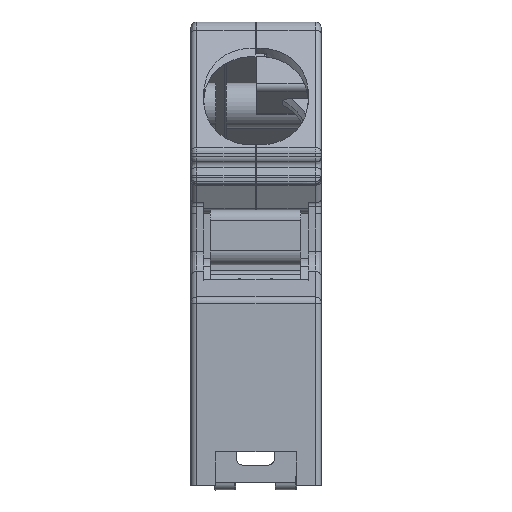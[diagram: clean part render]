
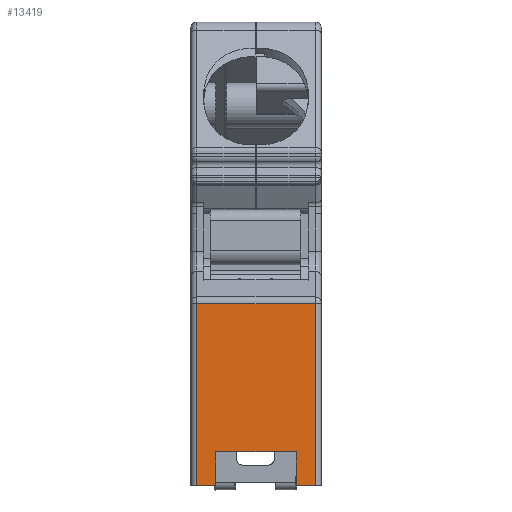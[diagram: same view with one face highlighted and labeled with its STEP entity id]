
A CAD part, front view. The second image highlights one B-rep face of the part: STEP entity #13419.
In plain terms, the highlighted planar face has unit normal (0, -1, 0).
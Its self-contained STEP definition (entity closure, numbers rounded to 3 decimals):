
#53=CARTESIAN_POINT('',(2.,34.35,-32.));
#54=VERTEX_POINT('',#53);
#61=CARTESIAN_POINT('',(0.3,34.35,-32.));
#62=VERTEX_POINT('',#61);
#63=CARTESIAN_POINT('',(2.,34.35,-32.));
#64=DIRECTION('',(-1.,0.,0.));
#65=VECTOR('',#64,1.7);
#66=LINE('',#63,#65);
#67=EDGE_CURVE('',#54,#62,#66,.T.);
#2348=CARTESIAN_POINT('',(0.3,34.35,-15.893));
#2349=VERTEX_POINT('',#2348);
#2366=CARTESIAN_POINT('',(0.3,34.35,-32.));
#2367=DIRECTION('',(0.,0.,1.));
#2368=VECTOR('',#2367,16.107);
#2369=LINE('',#2366,#2368);
#2370=EDGE_CURVE('',#62,#2349,#2369,.T.);
#8484=CARTESIAN_POINT('',(10.8,34.35,-15.893));
#8485=VERTEX_POINT('',#8484);
#8486=CARTESIAN_POINT('',(0.3,34.35,-15.893));
#8487=DIRECTION('',(1.,0.,0.));
#8488=VECTOR('',#8487,10.5);
#8489=LINE('',#8486,#8488);
#8490=EDGE_CURVE('',#2349,#8485,#8489,.T.);
#8518=CARTESIAN_POINT('',(2.,34.35,-29.));
#8519=VERTEX_POINT('',#8518);
#8526=CARTESIAN_POINT('',(2.,34.35,-32.));
#8527=DIRECTION('',(0.,0.,1.));
#8528=VECTOR('',#8527,3.);
#8529=LINE('',#8526,#8528);
#8530=EDGE_CURVE('',#54,#8519,#8529,.T.);
#13366=CARTESIAN_POINT('',(9.1,34.35,-29.));
#13367=VERTEX_POINT('',#13366);
#13374=CARTESIAN_POINT('',(2.,34.35,-29.));
#13375=DIRECTION('',(1.,0.,0.));
#13376=VECTOR('',#13375,7.1);
#13377=LINE('',#13374,#13376);
#13378=EDGE_CURVE('',#8519,#13367,#13377,.T.);
#13385=CARTESIAN_POINT('',(5.75,34.35,-23.946));
#13386=DIRECTION('',(0.,0.,-1.));
#13387=DIRECTION('',(0.,-1.,0.));
#13388=AXIS2_PLACEMENT_3D('',#13385,#13387,#13386);
#13389=PLANE('',#13388);
#13390=CARTESIAN_POINT('',(10.8,34.35,-32.));
#13391=VERTEX_POINT('',#13390);
#13392=CARTESIAN_POINT('',(9.1,34.35,-32.));
#13393=VERTEX_POINT('',#13392);
#13394=CARTESIAN_POINT('',(10.8,34.35,-32.));
#13395=DIRECTION('',(-1.,0.,0.));
#13396=VECTOR('',#13395,1.7);
#13397=LINE('',#13394,#13396);
#13398=EDGE_CURVE('',#13391,#13393,#13397,.T.);
#13399=ORIENTED_EDGE('',*,*,#13398,.F.);
#13400=CARTESIAN_POINT('',(10.8,34.35,-15.893));
#13401=DIRECTION('',(0.,0.,-1.));
#13402=VECTOR('',#13401,16.107);
#13403=LINE('',#13400,#13402);
#13404=EDGE_CURVE('',#8485,#13391,#13403,.T.);
#13405=ORIENTED_EDGE('',*,*,#13404,.F.);
#13406=ORIENTED_EDGE('',*,*,#8490,.F.);
#13407=ORIENTED_EDGE('',*,*,#2370,.F.);
#13408=ORIENTED_EDGE('',*,*,#67,.F.);
#13409=ORIENTED_EDGE('',*,*,#8530,.T.);
#13410=ORIENTED_EDGE('',*,*,#13378,.T.);
#13411=CARTESIAN_POINT('',(9.1,34.35,-29.));
#13412=DIRECTION('',(0.,0.,-1.));
#13413=VECTOR('',#13412,3.);
#13414=LINE('',#13411,#13413);
#13415=EDGE_CURVE('',#13367,#13393,#13414,.T.);
#13416=ORIENTED_EDGE('',*,*,#13415,.T.);
#13417=EDGE_LOOP('',(#13399,#13405,#13406,#13407,#13408,#13409,#13410,#13416));
#13418=FACE_OUTER_BOUND('',#13417,.T.);
#13419=ADVANCED_FACE('',(#13418),#13389,.T.);
